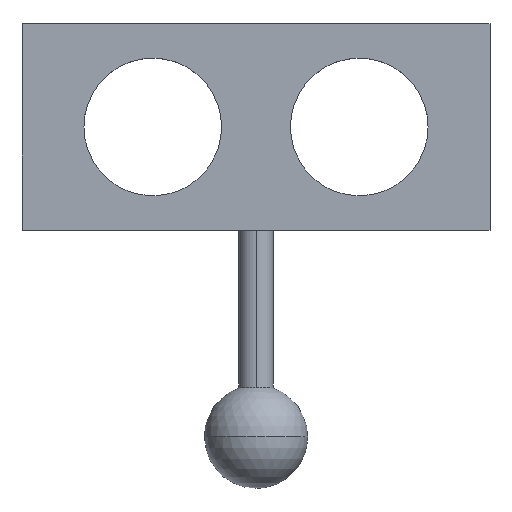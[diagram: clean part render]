
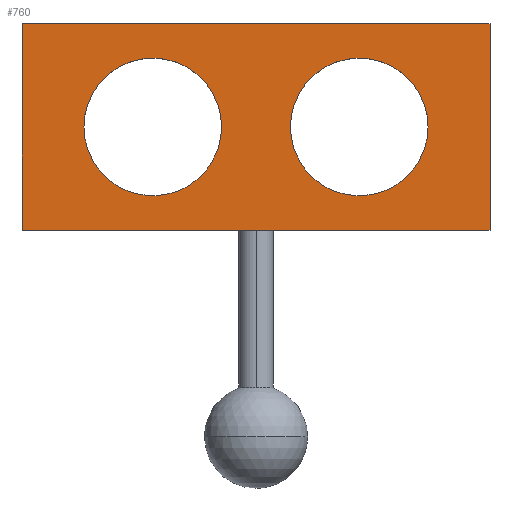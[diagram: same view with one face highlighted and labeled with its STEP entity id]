
A CAD part, top view. The second image highlights one B-rep face of the part: STEP entity #760.
In plain terms, the highlighted planar face has unit normal (0, 0, 1).
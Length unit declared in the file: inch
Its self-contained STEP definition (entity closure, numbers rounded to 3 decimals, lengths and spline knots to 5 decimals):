
#1 = ORIENTED_EDGE ( 'NONE', *, *, #4, .T. ) ;
#3 = ORIENTED_EDGE ( 'NONE', *, *, #780, .T. ) ;
#4 = EDGE_CURVE ( 'NONE', #329, #142, #101, .T. ) ;
#6 = CARTESIAN_POINT ( 'NONE',  ( 1.7, 0., 0.175 ) ) ;
#13 = DIRECTION ( 'NONE',  ( 1., 0., 0. ) ) ;
#31 = DIRECTION ( 'NONE',  ( 1., 0., 0. ) ) ;
#45 = DIRECTION ( 'NONE',  ( 1., 0., 0. ) ) ;
#46 = CARTESIAN_POINT ( 'NONE',  ( -1.7, 0., 0.175 ) ) ;
#51 = EDGE_CURVE ( 'NONE', #389, #613, #550, .T. ) ;
#61 = EDGE_LOOP ( 'NONE', ( #771, #474 ) ) ;
#72 = VECTOR ( 'NONE', #640, 39.37008 ) ;
#79 = AXIS2_PLACEMENT_3D ( 'NONE', #691, #271, #146 ) ;
#84 = DIRECTION ( 'NONE',  ( -1., 0., 0. ) ) ;
#91 = PLANE ( 'NONE',  #393 ) ;
#101 = CIRCLE ( 'NONE', #263, 0.5 ) ;
#142 = VERTEX_POINT ( 'NONE', #632 ) ;
#146 = DIRECTION ( 'NONE',  ( 1., 0., 0. ) ) ;
#150 = VERTEX_POINT ( 'NONE', #748 ) ;
#187 = DIRECTION ( 'NONE',  ( 0., 0., 1. ) ) ;
#195 = DIRECTION ( 'NONE',  ( 1., 0., 0. ) ) ;
#203 = DIRECTION ( 'NONE',  ( 0., 0., 1. ) ) ;
#240 = VECTOR ( 'NONE', #13, 39.37008 ) ;
#250 = EDGE_LOOP ( 'NONE', ( #3, #312, #368, #700 ) ) ;
#256 = VECTOR ( 'NONE', #468, 39.37008 ) ;
#257 = CARTESIAN_POINT ( 'NONE',  ( 1.7, 1.5, 0.175 ) ) ;
#260 = VERTEX_POINT ( 'NONE', #353 ) ;
#263 = AXIS2_PLACEMENT_3D ( 'NONE', #517, #461, #31 ) ;
#265 = CARTESIAN_POINT ( 'NONE',  ( 1.25, 0.75, 0.175 ) ) ;
#271 = DIRECTION ( 'NONE',  ( 0., 0., -1. ) ) ;
#283 = DIRECTION ( 'NONE',  ( 0., -1., 0. ) ) ;
#312 = ORIENTED_EDGE ( 'NONE', *, *, #51, .F. ) ;
#316 = EDGE_CURVE ( 'NONE', #142, #329, #736, .T. ) ;
#329 = VERTEX_POINT ( 'NONE', #330 ) ;
#330 = CARTESIAN_POINT ( 'NONE',  ( -1.25, 0.75, 0.175 ) ) ;
#332 = VERTEX_POINT ( 'NONE', #265 ) ;
#342 = EDGE_CURVE ( 'NONE', #260, #350, #567, .T. ) ;
#343 = CARTESIAN_POINT ( 'NONE',  ( 1.7, 1.5, 0.175 ) ) ;
#350 = VERTEX_POINT ( 'NONE', #46 ) ;
#353 = CARTESIAN_POINT ( 'NONE',  ( -1.7, 1.5, 0.175 ) ) ;
#368 = ORIENTED_EDGE ( 'NONE', *, *, #373, .F. ) ;
#373 = EDGE_CURVE ( 'NONE', #260, #389, #435, .T. ) ;
#380 = CARTESIAN_POINT ( 'NONE',  ( -1.7, 1.5, 0.175 ) ) ;
#387 = AXIS2_PLACEMENT_3D ( 'NONE', #665, #187, #45 ) ;
#389 = VERTEX_POINT ( 'NONE', #257 ) ;
#393 = AXIS2_PLACEMENT_3D ( 'NONE', #570, #455, #84 ) ;
#432 = EDGE_CURVE ( 'NONE', #332, #150, #532, .T. ) ;
#435 = LINE ( 'NONE', #380, #240 ) ;
#455 = DIRECTION ( 'NONE',  ( 0., 0., -1. ) ) ;
#461 = DIRECTION ( 'NONE',  ( 0., 0., -1. ) ) ;
#468 = DIRECTION ( 'NONE',  ( 1., 0., 0. ) ) ;
#474 = ORIENTED_EDGE ( 'NONE', *, *, #586, .F. ) ;
#475 = VECTOR ( 'NONE', #283, 39.37008 ) ;
#499 = ORIENTED_EDGE ( 'NONE', *, *, #316, .T. ) ;
#508 = EDGE_LOOP ( 'NONE', ( #499, #1 ) ) ;
#512 = CARTESIAN_POINT ( 'NONE',  ( -1.7, 1.5, 0.175 ) ) ;
#517 = CARTESIAN_POINT ( 'NONE',  ( -0.75, 0.75, 0.175 ) ) ;
#532 = CIRCLE ( 'NONE', #387, 0.5 ) ;
#550 = LINE ( 'NONE', #343, #475 ) ;
#563 = CARTESIAN_POINT ( 'NONE',  ( 0.75, 0.75, 0.175 ) ) ;
#567 = LINE ( 'NONE', #512, #72 ) ;
#570 = CARTESIAN_POINT ( 'NONE',  ( -1.7, 1.5, 0.175 ) ) ;
#586 = EDGE_CURVE ( 'NONE', #150, #332, #606, .T. ) ;
#591 = CARTESIAN_POINT ( 'NONE',  ( -1.7, 0., 0.175 ) ) ;
#606 = CIRCLE ( 'NONE', #721, 0.5 ) ;
#613 = VERTEX_POINT ( 'NONE', #6 ) ;
#632 = CARTESIAN_POINT ( 'NONE',  ( -0.25, 0.75, 0.175 ) ) ;
#640 = DIRECTION ( 'NONE',  ( 0., -1., 0. ) ) ;
#665 = CARTESIAN_POINT ( 'NONE',  ( 0.75, 0.75, 0.175 ) ) ;
#691 = CARTESIAN_POINT ( 'NONE',  ( -0.75, 0.75, 0.175 ) ) ;
#695 = FACE_BOUND ( 'NONE', #61, .T. ) ;
#700 = ORIENTED_EDGE ( 'NONE', *, *, #342, .T. ) ;
#717 = FACE_OUTER_BOUND ( 'NONE', #250, .T. ) ;
#721 = AXIS2_PLACEMENT_3D ( 'NONE', #563, #203, #195 ) ;
#735 = LINE ( 'NONE', #591, #256 ) ;
#736 = CIRCLE ( 'NONE', #79, 0.5 ) ;
#748 = CARTESIAN_POINT ( 'NONE',  ( 0.25, 0.75, 0.175 ) ) ;
#752 = FACE_BOUND ( 'NONE', #508, .T. ) ;
#760 = ADVANCED_FACE ( 'NONE', ( #717, #752, #695 ), #91, .F. ) ;
#771 = ORIENTED_EDGE ( 'NONE', *, *, #432, .F. ) ;
#780 = EDGE_CURVE ( 'NONE', #350, #613, #735, .T. ) ;
